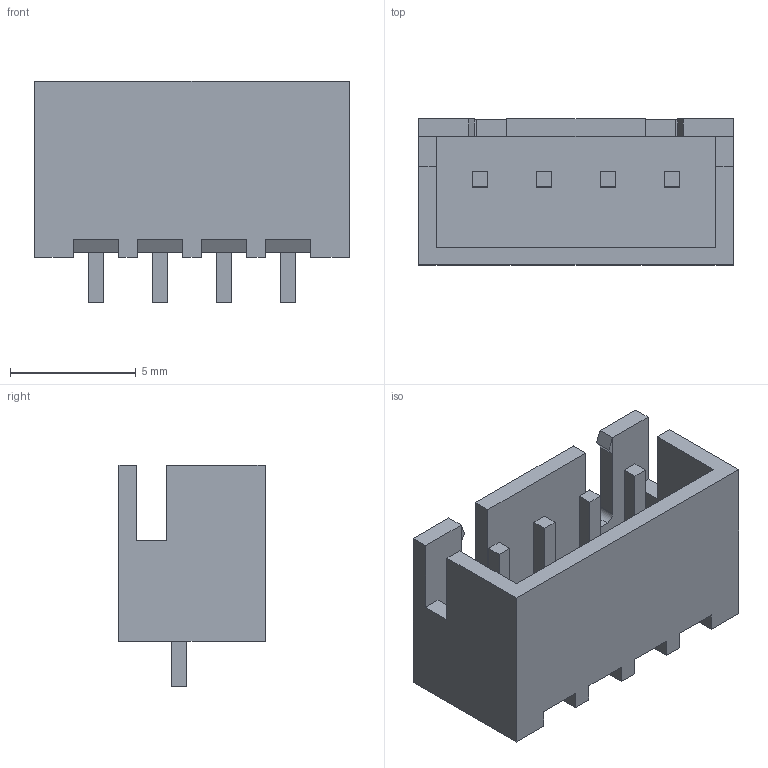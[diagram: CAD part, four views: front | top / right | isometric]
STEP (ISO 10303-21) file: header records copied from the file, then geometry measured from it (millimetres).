
FILE_DESCRIPTION (( 'STEP AP214' ), '1' );
FILE_NAME ('3620BFE1-AF0C-494A-9D5B-BB8986DB19B7.STEP', '2024-05-10T01:35:13', ( '' ), ( '' ), 'SwSTEP 2.0', 'SolidWorks 2022', '' );
FILE_SCHEMA (( 'AUTOMOTIVE_DESIGN' ));
Length unit declared in the file: millimetre
Products named in the file (1): 3620BFE1-AF0C-494A-9D5B-BB8986DB19B7
Bounding box: 12.5 x 5.8 x 8.8 mm (x, y, z)
Volume: 243.8 mm3; surface area: 610.5 mm2
Topology: 3 solids, 3 shells, 100 faces, 258 edges, 172 vertices
Faces by surface type: plane 98, cylinder 2
Entity records: 3258 total; most frequent: CARTESIAN_POINT 531, ORIENTED_EDGE 516, DIRECTION 464, EDGE_CURVE 258, VECTOR 254, LINE 254, VERTEX_POINT 172, EDGE_LOOP 108
